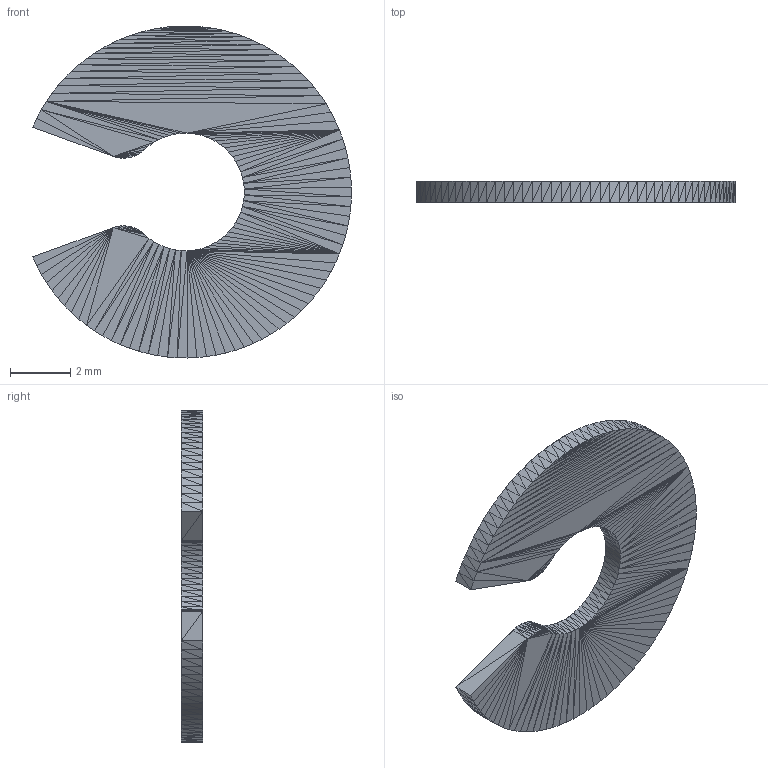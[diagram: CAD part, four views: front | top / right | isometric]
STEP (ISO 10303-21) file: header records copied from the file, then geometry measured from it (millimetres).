
FILE_DESCRIPTION((''),'2;1');
FILE_NAME('Axel C-Clips', '2025-08-01T02:15:53', (''), (''), 'ImageToStl.com STEP Converter','', '');
FILE_SCHEMA(('AUTOMOTIVE_DESIGN_CC2'));
Length unit declared in the file: metre
Products named in the file (1): product0
Bounding box: 10.56 x 0.7 x 11 mm (x, y, z)
Surface area: 176.2 mm2 (no closed solid volume)
Topology: 0 solids, 636 shells, 636 faces, 1908 edges, 320 vertices
Faces by surface type: plane 636
Entity records: 15303 total; most frequent: DIRECTION 3182, ORIENTED_EDGE 1908, EDGE_CURVE 1908, LINE 1908, VECTOR 1908, AXIS2_PLACEMENT_3D 637, STYLED_ITEM 637, FACE_SURFACE 636
